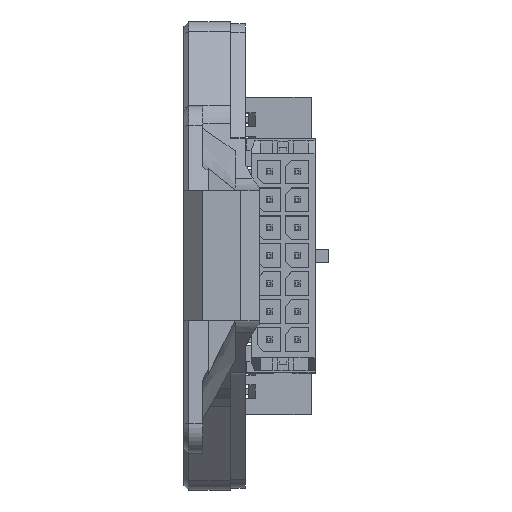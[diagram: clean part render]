
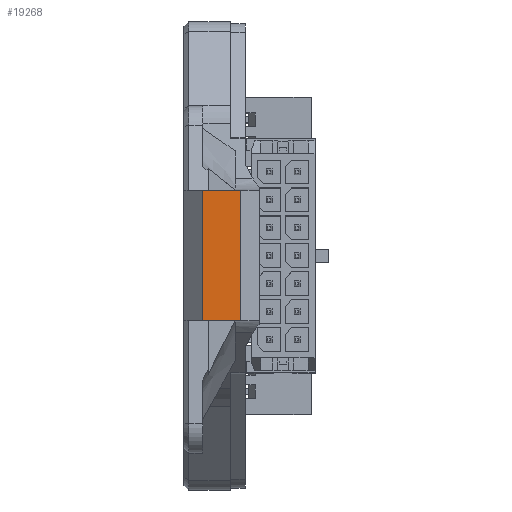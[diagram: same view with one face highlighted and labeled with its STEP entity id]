
A CAD part, top view. The second image highlights one B-rep face of the part: STEP entity #19268.
In plain terms, the highlighted face is planar.
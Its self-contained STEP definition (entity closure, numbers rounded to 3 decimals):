
#1566=FACE_OUTER_BOUND('',#2712,.T.);
#2712=EDGE_LOOP('',(#17094,#17095,#17096,#17097));
#5035=LINE('',#30714,#7449);
#5039=LINE('',#30727,#7453);
#5046=LINE('',#30738,#7460);
#5048=LINE('',#30742,#7462);
#7449=VECTOR('',#25187,10.);
#7453=VECTOR('',#25199,10.);
#7460=VECTOR('',#25208,10.);
#7462=VECTOR('',#25212,10.);
#9158=VERTEX_POINT('',#30707);
#9161=VERTEX_POINT('',#30712);
#9166=VERTEX_POINT('',#30726);
#9169=VERTEX_POINT('',#30736);
#11726=EDGE_CURVE('',#9161,#9158,#5035,.T.);
#11732=EDGE_CURVE('',#9158,#9166,#5039,.T.);
#11739=EDGE_CURVE('',#9166,#9169,#5046,.T.);
#11741=EDGE_CURVE('',#9161,#9169,#5048,.T.);
#17094=ORIENTED_EDGE('',*,*,#11726,.F.);
#17095=ORIENTED_EDGE('',*,*,#11741,.T.);
#17096=ORIENTED_EDGE('',*,*,#11739,.F.);
#17097=ORIENTED_EDGE('',*,*,#11732,.F.);
#18019=PLANE('',#20564);
#19268=ADVANCED_FACE('',(#1566),#18019,.T.);
#20564=AXIS2_PLACEMENT_3D('',#30955,#25466,#25467);
#25187=DIRECTION('',(-1.,0.,0.));
#25199=DIRECTION('',(0.,0.,-1.));
#25208=DIRECTION('',(1.,0.,0.));
#25212=DIRECTION('',(0.,0.,-1.));
#25466=DIRECTION('center_axis',(0.,1.,0.));
#25467=DIRECTION('ref_axis',(1.,0.,0.));
#30707=CARTESIAN_POINT('',(-7.,31.2,1.1));
#30712=CARTESIAN_POINT('',(7.,31.2,1.1));
#30714=CARTESIAN_POINT('',(-3.5,31.2,1.1));
#30726=CARTESIAN_POINT('',(-7.,31.2,-3.));
#30727=CARTESIAN_POINT('',(-7.,31.2,0.));
#30736=CARTESIAN_POINT('',(7.,31.2,-3.));
#30738=CARTESIAN_POINT('',(-3.5,31.2,-3.));
#30742=CARTESIAN_POINT('',(7.,31.2,0.));
#30955=CARTESIAN_POINT('Origin',(-7.,31.2,0.));
